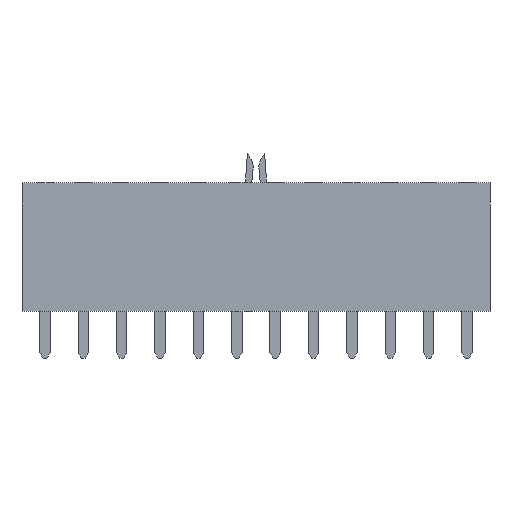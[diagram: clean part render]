
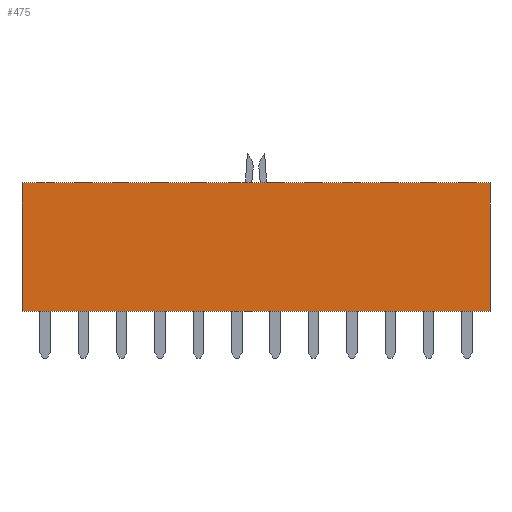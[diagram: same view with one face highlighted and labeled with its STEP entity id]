
A CAD part, front view. The second image highlights one B-rep face of the part: STEP entity #475.
In plain terms, the highlighted planar face has unit normal (0, -1, 0).
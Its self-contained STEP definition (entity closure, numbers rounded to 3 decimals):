
#475 = ADVANCED_FACE( '', ( #1011 ), #1012, .T. );
#1011 = FACE_OUTER_BOUND( '', #1608, .T. );
#1012 = PLANE( '', #1609 );
#1608 = EDGE_LOOP( '', ( #3012, #3013, #3014, #3015 ) );
#1609 = AXIS2_PLACEMENT_3D( '', #3016, #3017, #3018 );
#3012 = ORIENTED_EDGE( '', *, *, #3957, .T. );
#3013 = ORIENTED_EDGE( '', *, *, #3684, .T. );
#3014 = ORIENTED_EDGE( '', *, *, #3993, .T. );
#3015 = ORIENTED_EDGE( '', *, *, #3679, .T. );
#3016 = CARTESIAN_POINT( '', ( 0., -1.25, 0. ) );
#3017 = DIRECTION( '', ( 0., -1., 0. ) );
#3018 = DIRECTION( '', ( 0., 0., -1. ) );
#3679 = EDGE_CURVE( '', #4477, #4475, #4478, .T. );
#3684 = EDGE_CURVE( '', #4486, #4484, #4487, .T. );
#3957 = EDGE_CURVE( '', #4475, #4486, #4890, .T. );
#3993 = EDGE_CURVE( '', #4484, #4477, #4933, .T. );
#4475 = VERTEX_POINT( '', #5590 );
#4477 = VERTEX_POINT( '', #5593 );
#4478 = LINE( '', #5594, #5595 );
#4484 = VERTEX_POINT( '', #5603 );
#4486 = VERTEX_POINT( '', #5606 );
#4487 = LINE( '', #5607, #5608 );
#4890 = LINE( '', #6237, #6238 );
#4933 = LINE( '', #6303, #6304 );
#5590 = CARTESIAN_POINT( '', ( 15.49, -1.25, 4.25 ) );
#5593 = CARTESIAN_POINT( '', ( 15.49, -1.25, -4.25 ) );
#5594 = CARTESIAN_POINT( '', ( 15.49, -1.25, -4.25 ) );
#5595 = VECTOR( '', #6702, 1000. );
#5603 = CARTESIAN_POINT( '', ( -15.49, -1.25, -4.25 ) );
#5606 = CARTESIAN_POINT( '', ( -15.49, -1.25, 4.25 ) );
#5607 = CARTESIAN_POINT( '', ( -15.49, -1.25, 4.25 ) );
#5608 = VECTOR( '', #6706, 1000. );
#6237 = CARTESIAN_POINT( '', ( 15.49, -1.25, 4.25 ) );
#6238 = VECTOR( '', #6925, 1000. );
#6303 = CARTESIAN_POINT( '', ( -15.49, -1.25, -4.25 ) );
#6304 = VECTOR( '', #6948, 1000. );
#6702 = DIRECTION( '', ( 0., 0., 1. ) );
#6706 = DIRECTION( '', ( 0., 0., -1. ) );
#6925 = DIRECTION( '', ( -1., 0., 0. ) );
#6948 = DIRECTION( '', ( 1., 0., 0. ) );
